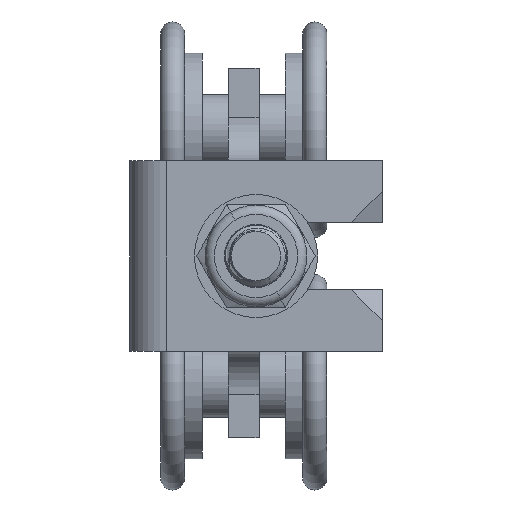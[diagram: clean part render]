
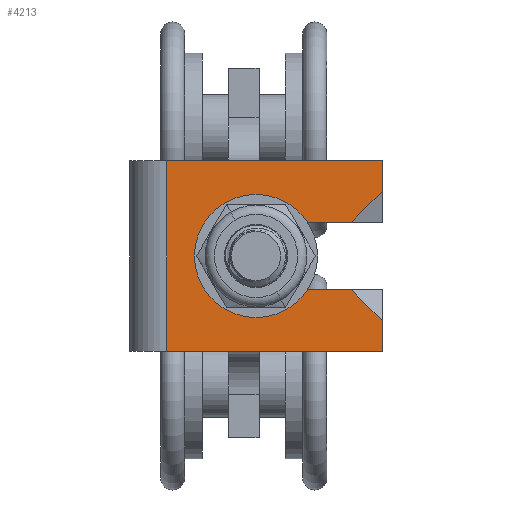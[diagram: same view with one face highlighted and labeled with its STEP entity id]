
A CAD part, front view. The second image highlights one B-rep face of the part: STEP entity #4213.
In plain terms, the highlighted planar face has unit normal (0, -1, 0).
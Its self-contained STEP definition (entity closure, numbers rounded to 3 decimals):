
#2 = CARTESIAN_POINT ( 'NONE',  ( 33.915, -55.5, -15. ) ) ;
#380 = CIRCLE ( 'NONE', #11885, 5.5 ) ;
#1057 = VERTEX_POINT ( 'NONE', #2145 ) ;
#1422 = CARTESIAN_POINT ( 'NONE',  ( 22.5, -55.5, -5. ) ) ;
#1507 = VERTEX_POINT ( 'NONE', #6014 ) ;
#1749 = LINE ( 'NONE', #2, #20072 ) ;
#1774 = ORIENTED_EDGE ( 'NONE', *, *, #4551, .T. ) ;
#2145 = CARTESIAN_POINT ( 'NONE',  ( 17.5, -55.5, -26. ) ) ;
#2539 = ORIENTED_EDGE ( 'NONE', *, *, #16398, .F. ) ;
#2774 = DIRECTION ( 'NONE',  ( 0., -1., 0. ) ) ;
#2796 = EDGE_CURVE ( 'NONE', #9355, #17649, #6955, .T. ) ;
#3081 = EDGE_CURVE ( 'NONE', #1507, #1057, #3342, .T. ) ;
#3146 = ORIENTED_EDGE ( 'NONE', *, *, #3081, .F. ) ;
#3245 = VERTEX_POINT ( 'NONE', #17874 ) ;
#3283 = ORIENTED_EDGE ( 'NONE', *, *, #18699, .F. ) ;
#3342 = LINE ( 'NONE', #9413, #18055 ) ;
#3487 = VERTEX_POINT ( 'NONE', #4553 ) ;
#3639 = CARTESIAN_POINT ( 'NONE',  ( 20., -55.5, -12.5 ) ) ;
#3762 = CARTESIAN_POINT ( 'NONE',  ( 22.5, -55.5, -5. ) ) ;
#4213 = ADVANCED_FACE ( 'NONE', ( #5387 ), #8292, .F. ) ;
#4551 = EDGE_CURVE ( 'NONE', #12293, #11712, #12461, .T. ) ;
#4553 = CARTESIAN_POINT ( 'NONE',  ( 2., -55.5, -15. ) ) ;
#4632 = DIRECTION ( 'NONE',  ( 1., 0., 0. ) ) ;
#4834 = LINE ( 'NONE', #13992, #16674 ) ;
#5281 = DIRECTION ( 'NONE',  ( -0.707, 0., -0.707 ) ) ;
#5387 = FACE_OUTER_BOUND ( 'NONE', #7514, .T. ) ;
#5848 = LINE ( 'NONE', #6038, #20272 ) ;
#6008 = VERTEX_POINT ( 'NONE', #11759 ) ;
#6014 = CARTESIAN_POINT ( 'NONE',  ( 2., -55.5, -26. ) ) ;
#6038 = CARTESIAN_POINT ( 'NONE',  ( 20., -55.5, -28.5 ) ) ;
#6728 = CARTESIAN_POINT ( 'NONE',  ( 22.5, -55.5, -5. ) ) ;
#6955 = LINE ( 'NONE', #3762, #12092 ) ;
#7392 = ORIENTED_EDGE ( 'NONE', *, *, #11852, .F. ) ;
#7514 = EDGE_LOOP ( 'NONE', ( #3283, #7680, #3146, #2539, #13796, #7392, #8423, #10240, #10595, #1774 ) ) ;
#7680 = ORIENTED_EDGE ( 'NONE', *, *, #18965, .T. ) ;
#7821 = DIRECTION ( 'NONE',  ( 0., 0., -1. ) ) ;
#8292 = PLANE ( 'NONE',  #20352 ) ;
#8423 = ORIENTED_EDGE ( 'NONE', *, *, #2796, .F. ) ;
#9355 = VERTEX_POINT ( 'NONE', #1422 ) ;
#9407 = DIRECTION ( 'NONE',  ( 1., 0., 0. ) ) ;
#9413 = CARTESIAN_POINT ( 'NONE',  ( 33.915, -55.5, -26. ) ) ;
#9578 = LINE ( 'NONE', #15865, #15342 ) ;
#9623 = CARTESIAN_POINT ( 'NONE',  ( 22.5, -55.5, -10. ) ) ;
#9832 = VECTOR ( 'NONE', #5281, 1000. ) ;
#9972 = DIRECTION ( 'NONE',  ( 0., 0., -1. ) ) ;
#10044 = DIRECTION ( 'NONE',  ( 0., 0., -1. ) ) ;
#10240 = ORIENTED_EDGE ( 'NONE', *, *, #16098, .F. ) ;
#10595 = ORIENTED_EDGE ( 'NONE', *, *, #19827, .T. ) ;
#10929 = DIRECTION ( 'NONE',  ( 1., 0., 0. ) ) ;
#11642 = LINE ( 'NONE', #19485, #13865 ) ;
#11712 = VERTEX_POINT ( 'NONE', #16307 ) ;
#11759 = CARTESIAN_POINT ( 'NONE',  ( 17.5, -55.5, -15. ) ) ;
#11852 = EDGE_CURVE ( 'NONE', #17649, #6008, #19295, .T. ) ;
#11885 = AXIS2_PLACEMENT_3D ( 'NONE', #13800, #2774, #4632 ) ;
#12092 = VECTOR ( 'NONE', #10044, 1000. ) ;
#12293 = VERTEX_POINT ( 'NONE', #17942 ) ;
#12325 = DIRECTION ( 'NONE',  ( -0.707, 0., 0.707 ) ) ;
#12461 = LINE ( 'NONE', #15464, #18084 ) ;
#12812 = DIRECTION ( 'NONE',  ( 1., 0., 0. ) ) ;
#13009 = DIRECTION ( 'NONE',  ( -1., 0., 0. ) ) ;
#13796 = ORIENTED_EDGE ( 'NONE', *, *, #14000, .F. ) ;
#13800 = CARTESIAN_POINT ( 'NONE',  ( 2., -55.5, -20.5 ) ) ;
#13865 = VECTOR ( 'NONE', #9407, 1000. ) ;
#13992 = CARTESIAN_POINT ( 'NONE',  ( -12.5, -55.5, -5. ) ) ;
#14000 = EDGE_CURVE ( 'NONE', #6008, #3487, #1749, .T. ) ;
#15342 = VECTOR ( 'NONE', #9972, 1000. ) ;
#15464 = CARTESIAN_POINT ( 'NONE',  ( 22.5, -55.5, -36. ) ) ;
#15865 = CARTESIAN_POINT ( 'NONE',  ( 22.5, -55.5, -5. ) ) ;
#16098 = EDGE_CURVE ( 'NONE', #17811, #9355, #11642, .T. ) ;
#16307 = CARTESIAN_POINT ( 'NONE',  ( 22.5, -55.5, -36. ) ) ;
#16398 = EDGE_CURVE ( 'NONE', #3487, #1507, #380, .T. ) ;
#16521 = CARTESIAN_POINT ( 'NONE',  ( -12.5, -55.5, -5. ) ) ;
#16674 = VECTOR ( 'NONE', #7821, 1000. ) ;
#16705 = DIRECTION ( 'NONE',  ( 0., 1., 0. ) ) ;
#17530 = DIRECTION ( 'NONE',  ( -1., 0., 0. ) ) ;
#17649 = VERTEX_POINT ( 'NONE', #9623 ) ;
#17811 = VERTEX_POINT ( 'NONE', #16521 ) ;
#17874 = CARTESIAN_POINT ( 'NONE',  ( 22.5, -55.5, -31. ) ) ;
#17942 = CARTESIAN_POINT ( 'NONE',  ( -12.5, -55.5, -36. ) ) ;
#18055 = VECTOR ( 'NONE', #12812, 1000. ) ;
#18084 = VECTOR ( 'NONE', #10929, 1000. ) ;
#18699 = EDGE_CURVE ( 'NONE', #3245, #11712, #9578, .T. ) ;
#18965 = EDGE_CURVE ( 'NONE', #3245, #1057, #5848, .T. ) ;
#19295 = LINE ( 'NONE', #3639, #9832 ) ;
#19485 = CARTESIAN_POINT ( 'NONE',  ( 22.5, -55.5, -5. ) ) ;
#19827 = EDGE_CURVE ( 'NONE', #17811, #12293, #4834, .T. ) ;
#20072 = VECTOR ( 'NONE', #17530, 1000. ) ;
#20272 = VECTOR ( 'NONE', #12325, 1000. ) ;
#20352 = AXIS2_PLACEMENT_3D ( 'NONE', #6728, #16705, #13009 ) ;
